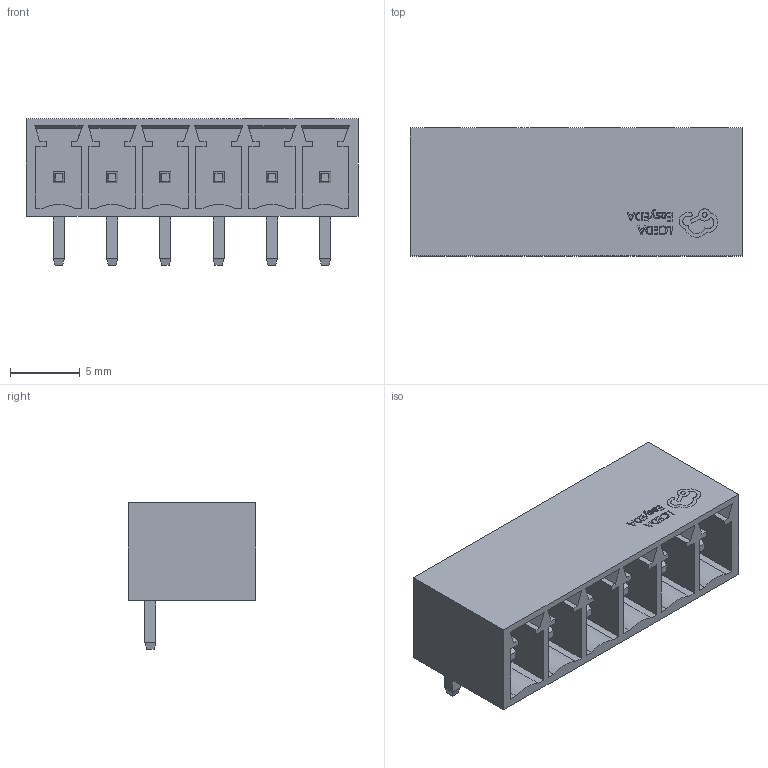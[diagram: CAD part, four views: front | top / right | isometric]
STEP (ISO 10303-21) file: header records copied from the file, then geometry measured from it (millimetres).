
FILE_DESCRIPTION (( 'STEP AP214' ), '1' );
FILE_NAME ('CONN-TH_6P_L23.7-W9.2-H7.0-P3.81.step', '2022-08-08T02:32:58', ( '' ), ( '' ), 'SwSTEP 2.0', 'SolidWorks 2020', '' );
FILE_SCHEMA (( 'AUTOMOTIVE_DESIGN' ));
Length unit declared in the file: millimetre
Products named in the file (1): CONN-TH_6P_L23.7-W9.2-H7.0-P3.81
Bounding box: 23.74 x 9.15 x 10.5 mm (x, y, z)
Volume: 771.3 mm3; surface area: 2054 mm2
Topology: 14 solids, 14 shells, 662 faces, 1737 edges, 1134 vertices
Faces by surface type: plane 502, bspline 130, cylinder 30
Entity records: 28719 total; most frequent: CARTESIAN_POINT 6340, ORIENTED_EDGE 3474, DIRECTION 2659, EDGE_CURVE 1737, VECTOR 1425, LINE 1425, VERTEX_POINT 1134, EDGE_LOOP 705
